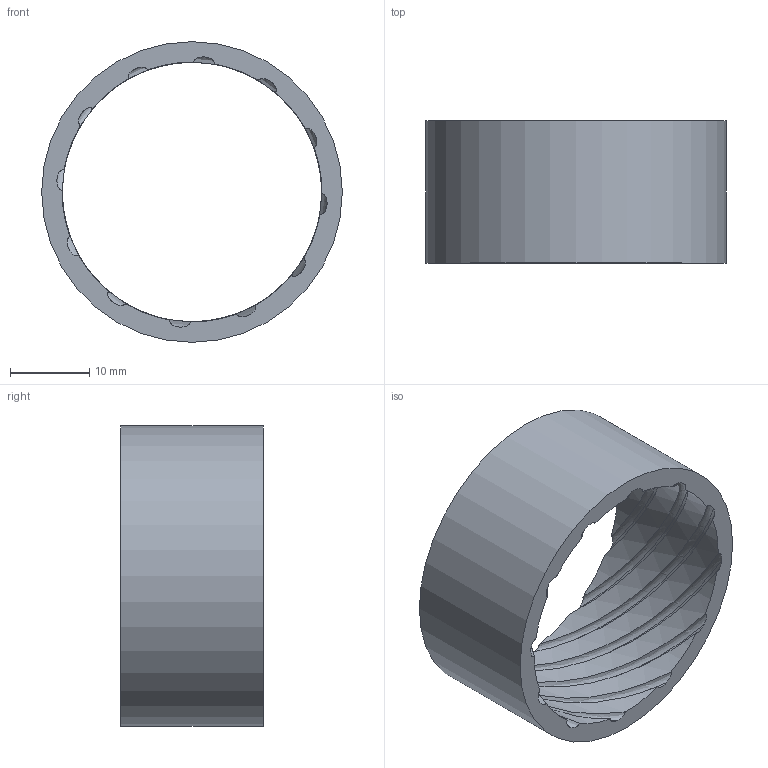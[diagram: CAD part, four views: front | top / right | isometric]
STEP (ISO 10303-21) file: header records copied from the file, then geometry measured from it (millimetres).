
FILE_DESCRIPTION(/* description */ (''),/* implementation_level */ '2;1');
FILE_NAME(/* name */ 'lens_holder.step',/* time_stamp */ '2026-02-11T11:28:39+08:00',/* author */ (''),/* organization */ (''),/* preprocessor_version */ 'ST-DEVELOPER v20.1',/* originating_system */ 'Autodesk Translation Framework v14.24.0.0',/* authorisation */ '');
FILE_SCHEMA (('AUTOMOTIVE_DESIGN { 1 0 10303 214 3 1 1 }'));
Length unit declared in the file: millimetre
Products named in the file (1): FusionComponent
Bounding box: 38 x 18 x 38 mm (x, y, z)
Volume: 4824.9 mm3; surface area: 4934.2 mm2
Topology: 1 solids, 1 shells, 39 faces, 111 edges, 74 vertices
Faces by surface type: bspline 24, cylinder 13, plane 2
Full cylindrical faces by diameter (mm): 38 x1
Entity records: 2688 total; most frequent: CARTESIAN_POINT 1845, ORIENTED_EDGE 222, EDGE_CURVE 111, DIRECTION 85, B_SPLINE_CURVE_WITH_KNOTS 84, VERTEX_POINT 74, AXIS2_PLACEMENT_3D 42, EDGE_LOOP 41
